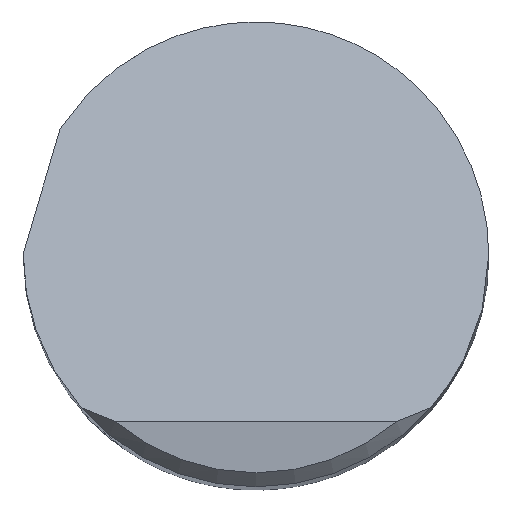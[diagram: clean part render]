
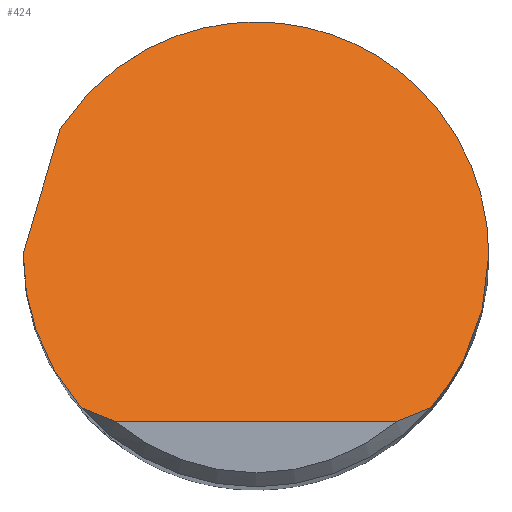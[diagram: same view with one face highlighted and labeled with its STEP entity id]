
A CAD part, top view. The second image highlights one B-rep face of the part: STEP entity #424.
In plain terms, the highlighted planar face has unit normal (0, 0.707, 0.707).
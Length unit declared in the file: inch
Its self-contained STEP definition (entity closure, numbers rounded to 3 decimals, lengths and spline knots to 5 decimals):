
#3 = EDGE_CURVE ( 'NONE', #190, #575, #325, .T. ) ;
#7 = ORIENTED_EDGE ( 'NONE', *, *, #122, .T. ) ;
#11 = LINE ( 'NONE', #341, #455 ) ;
#50 = CARTESIAN_POINT ( 'NONE',  ( 0.25, 0., 2.32 ) ) ;
#74 = DIRECTION ( 'NONE',  ( 1., 0., 0. ) ) ;
#77 = B_SPLINE_CURVE_WITH_KNOTS ( 'NONE', 3,
 ( #804, #209, #86, #460 ),
 .UNSPECIFIED., .F., .F.,
 ( 4, 4 ),
 ( 0., 0.00108 ),
 .UNSPECIFIED. ) ;
#86 = CARTESIAN_POINT ( 'NONE',  ( -0.16367, -0.17542, 2.49542 ) ) ;
#92 = CARTESIAN_POINT ( 'NONE',  ( 0.15108, -0.18, 2.5 ) ) ;
#102 = EDGE_CURVE ( 'NONE', #779, #333, #280, .T. ) ;
#112 = AXIS2_PLACEMENT_3D ( 'NONE', #192, #707, #244 ) ;
#113 = VERTEX_POINT ( 'NONE', #608 ) ;
#114 = DIRECTION ( 'NONE',  ( 0.205, 0.692, -0.692 ) ) ;
#115 = PLANE ( 'NONE',  #112 ) ;
#122 = EDGE_CURVE ( 'NONE', #113, #779, #11, .T. ) ;
#131 = ORIENTED_EDGE ( 'NONE', *, *, #3, .F. ) ;
#142 = CARTESIAN_POINT ( 'NONE',  ( 0.17589, -0.1704, 2.4904 ) ) ;
#190 = VERTEX_POINT ( 'NONE', #671 ) ;
#192 = CARTESIAN_POINT ( 'NONE',  ( -0.25, -0.18, 2.5 ) ) ;
#193 = CARTESIAN_POINT ( 'NONE',  ( -0.25, 0., 2.32 ) ) ;
#198 = CARTESIAN_POINT ( 'NONE',  ( -0.25, -0.06141, 2.38141 ) ) ;
#199 = ORIENTED_EDGE ( 'NONE', *, *, #574, .T. ) ;
#204 = CARTESIAN_POINT ( 'NONE',  ( -0.25, 0.001, 2.319 ) ) ;
#209 = CARTESIAN_POINT ( 'NONE',  ( -0.17589, -0.1704, 2.4904 ) ) ;
#219 = CARTESIAN_POINT ( 'NONE',  ( 0.18782, -0.165, 2.485 ) ) ;
#240 = CARTESIAN_POINT ( 'NONE',  ( -0.21026, 0.13524, 2.18476 ) ) ;
#244 = DIRECTION ( 'NONE',  ( 0., 0.707, -0.707 ) ) ;
#255 = CARTESIAN_POINT ( 'NONE',  ( -0.04431, 0.39324, 1.92676 ) ) ;
#260 = ORIENTED_EDGE ( 'NONE', *, *, #102, .T. ) ;
#280 = B_SPLINE_CURVE_WITH_KNOTS ( 'NONE', 3,
 ( #92, #397, #142, #219 ),
 .UNSPECIFIED., .F., .F.,
 ( 4, 4 ),
 ( 0., 0.00108 ),
 .UNSPECIFIED. ) ;
#282 = CARTESIAN_POINT ( 'NONE',  ( 0.18782, -0.165, 2.485 ) ) ;
#311 = ORIENTED_EDGE ( 'NONE', *, *, #513, .F. ) ;
#313 = CARTESIAN_POINT ( 'NONE',  ( -0.25, 0.00067, 2.31933 ) ) ;
#317 = CARTESIAN_POINT ( 'NONE',  ( -0.30133, -0.1724, 2.4924 ) ) ;
#325 =( BOUNDED_CURVE ( )  B_SPLINE_CURVE ( 3, ( #641, #446, #198, #193 ),
 .UNSPECIFIED., .F., .F. ) 
 B_SPLINE_CURVE_WITH_KNOTS ( ( 4, 4 ),
 ( 3.99157, 4.71239 ),
 .UNSPECIFIED. ) 
 CURVE ( )  GEOMETRIC_REPRESENTATION_ITEM ( )  RATIONAL_B_SPLINE_CURVE ( ( 1., 0.957, 0.957, 1. ) ) 
 REPRESENTATION_ITEM ( '' )  );
#333 = VERTEX_POINT ( 'NONE', #616 ) ;
#339 = CARTESIAN_POINT ( 'NONE',  ( 0.25, 0., 2.32 ) ) ;
#341 = CARTESIAN_POINT ( 'NONE',  ( 0., -0.18, 2.5 ) ) ;
#375 = CARTESIAN_POINT ( 'NONE',  ( 0.15108, -0.18, 2.5 ) ) ;
#376 = CARTESIAN_POINT ( 'NONE',  ( -0.25, 0., 2.32 ) ) ;
#397 = CARTESIAN_POINT ( 'NONE',  ( 0.16367, -0.17542, 2.49542 ) ) ;
#407 = CARTESIAN_POINT ( 'NONE',  ( 0.22834, -0.11887, 2.43887 ) ) ;
#424 = ADVANCED_FACE ( 'NONE', ( #445 ), #115, .F. ) ;
#438 = CARTESIAN_POINT ( 'NONE',  ( -0.25, 0.00033, 2.31967 ) ) ;
#445 = FACE_OUTER_BOUND ( 'NONE', #695, .T. ) ;
#446 = CARTESIAN_POINT ( 'NONE',  ( -0.22834, -0.11887, 2.43887 ) ) ;
#455 = VECTOR ( 'NONE', #74, 39.37008 ) ;
#460 = CARTESIAN_POINT ( 'NONE',  ( -0.15108, -0.18, 2.5 ) ) ;
#464 = EDGE_CURVE ( 'NONE', #575, #529, #702, .T. ) ;
#511 = CARTESIAN_POINT ( 'NONE',  ( -0.25, 0.001, 2.319 ) ) ;
#513 = EDGE_CURVE ( 'NONE', #760, #333, #656, .T. ) ;
#522 = VERTEX_POINT ( 'NONE', #599 ) ;
#529 = VERTEX_POINT ( 'NONE', #204 ) ;
#574 = EDGE_CURVE ( 'NONE', #190, #113, #77, .T. ) ;
#575 = VERTEX_POINT ( 'NONE', #721 ) ;
#580 = ORIENTED_EDGE ( 'NONE', *, *, #720, .F. ) ;
#599 = CARTESIAN_POINT ( 'NONE',  ( -0.21026, 0.13524, 2.18476 ) ) ;
#608 = CARTESIAN_POINT ( 'NONE',  ( -0.15108, -0.18, 2.5 ) ) ;
#616 = CARTESIAN_POINT ( 'NONE',  ( 0.18782, -0.165, 2.485 ) ) ;
#641 = CARTESIAN_POINT ( 'NONE',  ( -0.18782, -0.165, 2.485 ) ) ;
#656 =( BOUNDED_CURVE ( )  B_SPLINE_CURVE ( 3, ( #339, #737, #407, #282 ),
 .UNSPECIFIED., .F., .T. ) 
 B_SPLINE_CURVE_WITH_KNOTS ( ( 4, 4 ),
 ( 1.5708, 2.29162 ),
 .UNSPECIFIED. ) 
 CURVE ( )  GEOMETRIC_REPRESENTATION_ITEM ( )  RATIONAL_B_SPLINE_CURVE ( ( 1., 0.957, 0.957, 1. ) ) 
 REPRESENTATION_ITEM ( '' )  );
#671 = CARTESIAN_POINT ( 'NONE',  ( -0.18782, -0.165, 2.485 ) ) ;
#682 = ORIENTED_EDGE ( 'NONE', *, *, #793, .F. ) ;
#686 = ORIENTED_EDGE ( 'NONE', *, *, #464, .F. ) ;
#691 = LINE ( 'NONE', #317, #740 ) ;
#695 = EDGE_LOOP ( 'NONE', ( #7, #260, #311, #682, #580, #686, #131, #199 ) ) ;
#702 =( BOUNDED_CURVE ( )  B_SPLINE_CURVE ( 3, ( #376, #438, #313, #511 ),
 .UNSPECIFIED., .F., .T. ) 
 B_SPLINE_CURVE_WITH_KNOTS ( ( 4, 4 ),
 ( 4.71239, 4.71639 ),
 .UNSPECIFIED. ) 
 CURVE ( )  GEOMETRIC_REPRESENTATION_ITEM ( )  RATIONAL_B_SPLINE_CURVE ( ( 1., 1., 1., 1. ) ) 
 REPRESENTATION_ITEM ( '' )  );
#706 = CARTESIAN_POINT ( 'NONE',  ( 0.25, 0., 2.32 ) ) ;
#707 = DIRECTION ( 'NONE',  ( 0., -0.707, -0.707 ) ) ;
#720 = EDGE_CURVE ( 'NONE', #529, #522, #691, .T. ) ;
#721 = CARTESIAN_POINT ( 'NONE',  ( -0.25, 0., 2.32 ) ) ;
#737 = CARTESIAN_POINT ( 'NONE',  ( 0.25, -0.06141, 2.38141 ) ) ;
#740 = VECTOR ( 'NONE', #114, 39.37008 ) ;
#760 = VERTEX_POINT ( 'NONE', #706 ) ;
#779 = VERTEX_POINT ( 'NONE', #375 ) ;
#793 = EDGE_CURVE ( 'NONE', #522, #760, #836, .T. ) ;
#804 = CARTESIAN_POINT ( 'NONE',  ( -0.18782, -0.165, 2.485 ) ) ;
#836 =( BOUNDED_CURVE ( )  B_SPLINE_CURVE ( 3, ( #240, #255, #845, #50 ),
 .UNSPECIFIED., .F., .F. ) 
 B_SPLINE_CURVE_WITH_KNOTS ( ( 4, 4 ),
 ( 5.28398, 7.85398 ),
 .UNSPECIFIED. ) 
 CURVE ( )  GEOMETRIC_REPRESENTATION_ITEM ( )  RATIONAL_B_SPLINE_CURVE ( ( 1., 0.521, 0.521, 1. ) ) 
 REPRESENTATION_ITEM ( '' )  );
#845 = CARTESIAN_POINT ( 'NONE',  ( 0.25, 0.30676, 2.01324 ) ) ;
